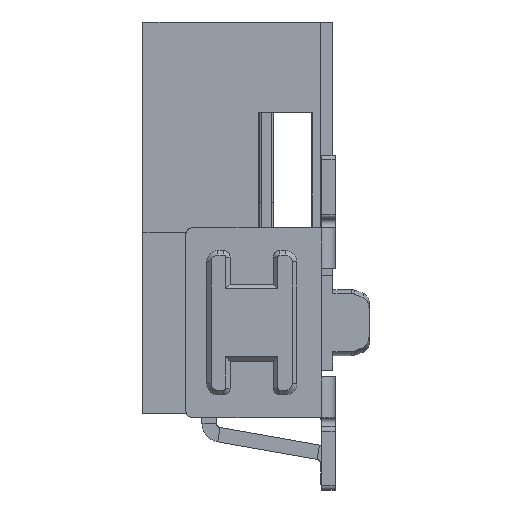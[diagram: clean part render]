
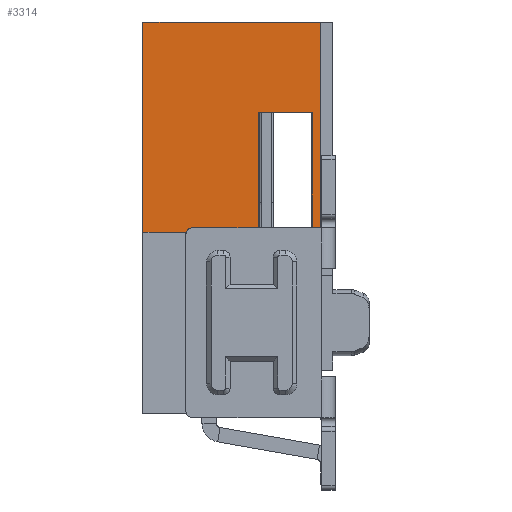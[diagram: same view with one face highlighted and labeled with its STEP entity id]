
A CAD part, left-side view. The second image highlights one B-rep face of the part: STEP entity #3314.
In plain terms, the highlighted planar face has unit normal (-1, 0, 0).
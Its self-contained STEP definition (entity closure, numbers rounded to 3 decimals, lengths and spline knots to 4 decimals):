
#3246=AXIS2_PLACEMENT_3D('Plane Axis2P3D',#3243,#3244,#3245) ;
#955=CARTESIAN_POINT('Vertex',(1.165,2.455,8.35)) ;
#958=CARTESIAN_POINT('Line Origine',(1.165,2.455,7.025)) ;
#962=CARTESIAN_POINT('Vertex',(1.165,2.455,5.7)) ;
#3225=CARTESIAN_POINT('Vertex',(1.165,1.255,8.35)) ;
#3228=CARTESIAN_POINT('Line Origine',(1.165,1.855,8.35)) ;
#3243=CARTESIAN_POINT('Axis2P3D Location',(1.165,5.7655,3.997)) ;
#3248=CARTESIAN_POINT('Line Origine',(1.165,1.075,7.55)) ;
#3252=CARTESIAN_POINT('Vertex',(1.165,1.075,4.75)) ;
#3254=CARTESIAN_POINT('Vertex',(1.165,1.075,10.35)) ;
#3257=CARTESIAN_POINT('Line Origine',(1.165,3.0375,10.35)) ;
#3261=CARTESIAN_POINT('Vertex',(1.165,5.,10.35)) ;
#3264=CARTESIAN_POINT('Line Origine',(1.165,5.,8.025)) ;
#3268=CARTESIAN_POINT('Vertex',(1.165,5.,5.7)) ;
#3271=CARTESIAN_POINT('Line Origine',(1.165,3.7275,5.7)) ;
#3276=CARTESIAN_POINT('Line Origine',(1.165,1.255,7.025)) ;
#3280=CARTESIAN_POINT('Vertex',(1.165,1.255,5.7)) ;
#3283=CARTESIAN_POINT('Line Origine',(1.165,1.2275,5.7)) ;
#3287=CARTESIAN_POINT('Vertex',(1.165,1.2,5.7)) ;
#3290=CARTESIAN_POINT('Line Origine',(1.165,1.2,5.225)) ;
#3294=CARTESIAN_POINT('Vertex',(1.165,1.2,4.75)) ;
#3297=CARTESIAN_POINT('Line Origine',(1.165,1.1375,4.75)) ;
#959=DIRECTION('Vector Direction',(0.,0.,1.)) ;
#3229=DIRECTION('Vector Direction',(0.,-1.,0.)) ;
#3244=DIRECTION('Axis2P3D Direction',(-1.,0.,0.)) ;
#3245=DIRECTION('Axis2P3D XDirection',(0.,-1.,0.)) ;
#3249=DIRECTION('Vector Direction',(0.,0.,1.)) ;
#3258=DIRECTION('Vector Direction',(0.,-1.,0.)) ;
#3265=DIRECTION('Vector Direction',(0.,0.,-1.)) ;
#3272=DIRECTION('Vector Direction',(0.,-1.,0.)) ;
#3277=DIRECTION('Vector Direction',(0.,0.,-1.)) ;
#3284=DIRECTION('Vector Direction',(0.,-1.,0.)) ;
#3291=DIRECTION('Vector Direction',(0.,0.,-1.)) ;
#3298=DIRECTION('Vector Direction',(0.,-1.,0.)) ;
#960=VECTOR('Line Direction',#959,1.) ;
#3230=VECTOR('Line Direction',#3229,1.) ;
#3250=VECTOR('Line Direction',#3249,1.) ;
#3259=VECTOR('Line Direction',#3258,1.) ;
#3266=VECTOR('Line Direction',#3265,1.) ;
#3273=VECTOR('Line Direction',#3272,1.) ;
#3278=VECTOR('Line Direction',#3277,1.) ;
#3285=VECTOR('Line Direction',#3284,1.) ;
#3292=VECTOR('Line Direction',#3291,1.) ;
#3299=VECTOR('Line Direction',#3298,1.) ;
#3303=ORIENTED_EDGE('',*,*,#3256,.T.) ;
#3304=ORIENTED_EDGE('',*,*,#3263,.F.) ;
#3305=ORIENTED_EDGE('',*,*,#3270,.T.) ;
#3306=ORIENTED_EDGE('',*,*,#3275,.T.) ;
#3307=ORIENTED_EDGE('',*,*,#964,.T.) ;
#3308=ORIENTED_EDGE('',*,*,#3232,.T.) ;
#3309=ORIENTED_EDGE('',*,*,#3282,.T.) ;
#3310=ORIENTED_EDGE('',*,*,#3289,.T.) ;
#3311=ORIENTED_EDGE('',*,*,#3296,.T.) ;
#3312=ORIENTED_EDGE('',*,*,#3301,.T.) ;
#3314=ADVANCED_FACE('Hauptk\X2\00F6\X0\rper',(#3313),#3247,.T.) ;
#964=EDGE_CURVE('',#963,#956,#961,.T.) ;
#3232=EDGE_CURVE('',#956,#3226,#3231,.T.) ;
#3256=EDGE_CURVE('',#3253,#3255,#3251,.T.) ;
#3263=EDGE_CURVE('',#3262,#3255,#3260,.T.) ;
#3270=EDGE_CURVE('',#3262,#3269,#3267,.T.) ;
#3275=EDGE_CURVE('',#3269,#963,#3274,.T.) ;
#3282=EDGE_CURVE('',#3226,#3281,#3279,.T.) ;
#3289=EDGE_CURVE('',#3281,#3288,#3286,.T.) ;
#3296=EDGE_CURVE('',#3288,#3295,#3293,.T.) ;
#3301=EDGE_CURVE('',#3295,#3253,#3300,.T.) ;
#3302=EDGE_LOOP('',(#3303,#3304,#3305,#3306,#3307,#3308,#3309,#3310,#3311,#3312)) ;
#3313=FACE_OUTER_BOUND('',#3302,.T.) ;
#961=LINE('Line',#958,#960) ;
#3231=LINE('Line',#3228,#3230) ;
#3251=LINE('Line',#3248,#3250) ;
#3260=LINE('Line',#3257,#3259) ;
#3267=LINE('Line',#3264,#3266) ;
#3274=LINE('Line',#3271,#3273) ;
#3279=LINE('Line',#3276,#3278) ;
#3286=LINE('Line',#3283,#3285) ;
#3293=LINE('Line',#3290,#3292) ;
#3300=LINE('Line',#3297,#3299) ;
#3247=PLANE('',#3246) ;
#956=VERTEX_POINT('',#955) ;
#963=VERTEX_POINT('',#962) ;
#3226=VERTEX_POINT('',#3225) ;
#3253=VERTEX_POINT('',#3252) ;
#3255=VERTEX_POINT('',#3254) ;
#3262=VERTEX_POINT('',#3261) ;
#3269=VERTEX_POINT('',#3268) ;
#3281=VERTEX_POINT('',#3280) ;
#3288=VERTEX_POINT('',#3287) ;
#3295=VERTEX_POINT('',#3294) ;
